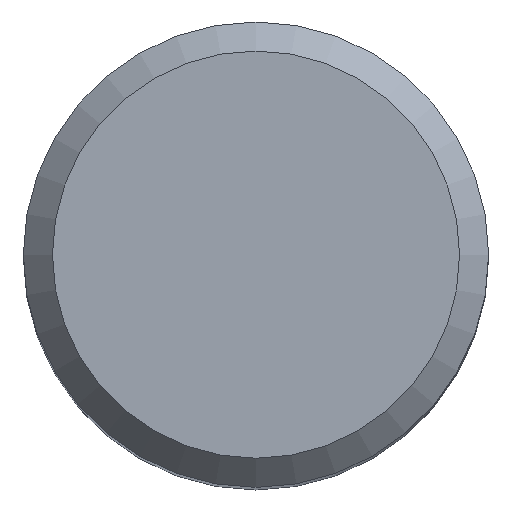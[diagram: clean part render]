
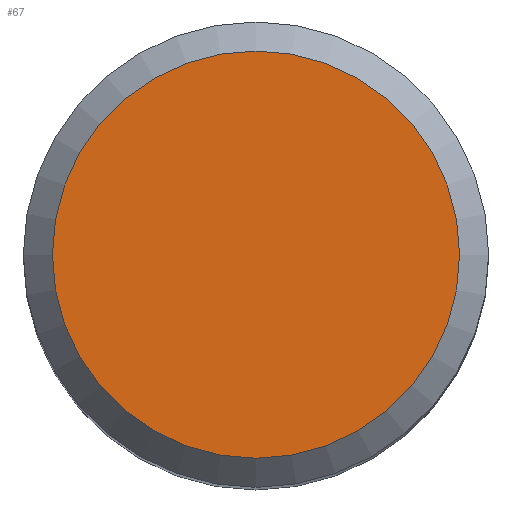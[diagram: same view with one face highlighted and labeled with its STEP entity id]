
A CAD part, top view. The second image highlights one B-rep face of the part: STEP entity #67.
In plain terms, the highlighted planar face has unit normal (0, 0, 1).
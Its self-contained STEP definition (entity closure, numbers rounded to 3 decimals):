
#51=PLANE('',#182);
#57=FACE_OUTER_BOUND('',#98,.T.);
#67=ADVANCED_FACE('',(#57),#51,.F.);
#98=EDGE_LOOP('',(#116));
#116=ORIENTED_EDGE('',*,*,#137,.T.);
#128=VERTEX_POINT('',#257);
#137=EDGE_CURVE('',#128,#128,#146,.T.);
#146=CIRCLE('',#181,7.);
#181=AXIS2_PLACEMENT_3D('',#256,#220,#221);
#182=AXIS2_PLACEMENT_3D('',#258,#222,#223);
#220=DIRECTION('',(0.,0.,1.));
#221=DIRECTION('',(0.,-1.,0.));
#222=DIRECTION('',(0.,0.,-1.));
#223=DIRECTION('',(0.,1.,0.));
#256=CARTESIAN_POINT('',(0.,0.,47.));
#257=CARTESIAN_POINT('',(0.,-7.,47.));
#258=CARTESIAN_POINT('',(0.,7.,47.));
